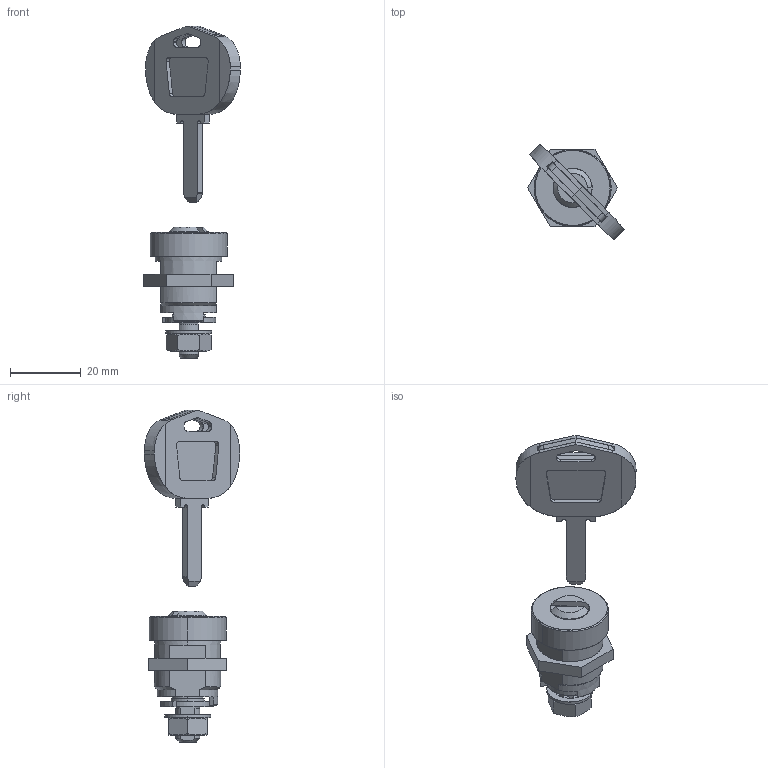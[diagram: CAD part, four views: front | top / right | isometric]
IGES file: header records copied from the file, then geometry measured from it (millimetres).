
Start section: SolidWorks IGES file using analytic representation for surfaces
Global section: file name: C-288.IGS; native system: SolidWorks 2006 by SolidWorks Corporation; preprocessor: SolidWorks 2006 by SolidWorks Corporation; author: 5sw; date: 070130.133919; units: millimetre
Bounding box: 27.33 x 26.94 x 94.1 mm (x, y, z)
Surface area: 9475.5 mm2 (no closed solid volume)
Topology: 0 solids, 0 shells, 310 faces, 3386 edges, 3386 vertices
Faces by surface type: bspline 198, revolution 112
